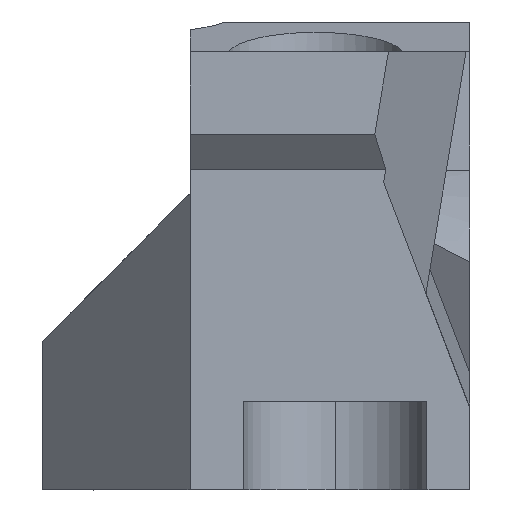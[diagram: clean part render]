
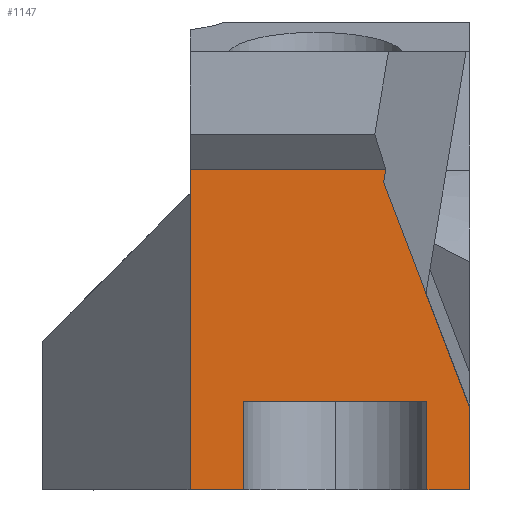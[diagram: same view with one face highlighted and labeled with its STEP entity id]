
A CAD part, front view. The second image highlights one B-rep face of the part: STEP entity #1147.
In plain terms, the highlighted planar face has unit normal (0, -1, 0).
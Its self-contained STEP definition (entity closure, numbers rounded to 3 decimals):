
#72=FACE_OUTER_BOUND('',#136,.T.);
#136=EDGE_LOOP('',(#781,#782,#783,#784,#785,#786,#787,#788,#789,#790));
#204=LINE('',#1622,#341);
#211=LINE('',#1635,#348);
#223=LINE('',#1659,#360);
#225=LINE('',#1664,#362);
#226=LINE('',#1666,#363);
#227=LINE('',#1668,#364);
#228=LINE('',#1670,#365);
#229=LINE('',#1672,#366);
#230=LINE('',#1674,#367);
#231=LINE('',#1675,#368);
#341=VECTOR('',#1313,10.);
#348=VECTOR('',#1322,10.);
#360=VECTOR('',#1336,10.);
#362=VECTOR('',#1342,10.);
#363=VECTOR('',#1343,10.);
#364=VECTOR('',#1344,10.);
#365=VECTOR('',#1345,10.);
#366=VECTOR('',#1346,10.);
#367=VECTOR('',#1347,10.);
#368=VECTOR('',#1348,10.);
#477=VERTEX_POINT('',#1618);
#479=VERTEX_POINT('',#1621);
#484=VERTEX_POINT('',#1633);
#495=VERTEX_POINT('',#1657);
#496=VERTEX_POINT('',#1663);
#497=VERTEX_POINT('',#1665);
#498=VERTEX_POINT('',#1667);
#499=VERTEX_POINT('',#1669);
#500=VERTEX_POINT('',#1671);
#501=VERTEX_POINT('',#1673);
#587=EDGE_CURVE('',#477,#479,#204,.T.);
#594=EDGE_CURVE('',#477,#484,#211,.T.);
#606=EDGE_CURVE('',#495,#484,#223,.T.);
#608=EDGE_CURVE('',#496,#495,#225,.T.);
#609=EDGE_CURVE('',#497,#496,#226,.T.);
#610=EDGE_CURVE('',#498,#497,#227,.T.);
#611=EDGE_CURVE('',#499,#498,#228,.T.);
#612=EDGE_CURVE('',#500,#499,#229,.T.);
#613=EDGE_CURVE('',#501,#500,#230,.T.);
#614=EDGE_CURVE('',#479,#501,#231,.T.);
#781=ORIENTED_EDGE('',*,*,#594,.T.);
#782=ORIENTED_EDGE('',*,*,#606,.F.);
#783=ORIENTED_EDGE('',*,*,#608,.F.);
#784=ORIENTED_EDGE('',*,*,#609,.F.);
#785=ORIENTED_EDGE('',*,*,#610,.F.);
#786=ORIENTED_EDGE('',*,*,#611,.F.);
#787=ORIENTED_EDGE('',*,*,#612,.F.);
#788=ORIENTED_EDGE('',*,*,#613,.F.);
#789=ORIENTED_EDGE('',*,*,#614,.F.);
#790=ORIENTED_EDGE('',*,*,#587,.F.);
#1094=PLANE('',#1226);
#1147=ADVANCED_FACE('',(#72),#1094,.F.);
#1226=AXIS2_PLACEMENT_3D('',#1662,#1340,#1341);
#1313=DIRECTION('',(-0.164,0.,-0.987));
#1322=DIRECTION('',(-1.,0.,0.));
#1336=DIRECTION('',(0.,0.,1.));
#1340=DIRECTION('center_axis',(0.,1.,0.));
#1341=DIRECTION('ref_axis',(0.,0.,1.));
#1342=DIRECTION('',(-1.,0.,0.));
#1343=DIRECTION('',(0.,0.,-1.));
#1344=DIRECTION('',(-1.,0.,0.));
#1345=DIRECTION('',(0.,0.,1.));
#1346=DIRECTION('',(-1.,0.,0.));
#1347=DIRECTION('',(0.,0.,-1.));
#1348=DIRECTION('',(0.358,0.,-0.934));
#1618=CARTESIAN_POINT('',(18.71,3.527,20.095));
#1621=CARTESIAN_POINT('',(18.636,3.527,19.652));
#1622=CARTESIAN_POINT('',(17.712,3.527,14.082));
#1633=CARTESIAN_POINT('',(12.1,3.527,20.095));
#1635=CARTESIAN_POINT('',(11.812,3.527,20.095));
#1657=CARTESIAN_POINT('',(12.1,3.527,9.287));
#1659=CARTESIAN_POINT('',(12.1,3.527,22.989));
#1662=CARTESIAN_POINT('Origin',(16.825,3.527,14.787));
#1663=CARTESIAN_POINT('',(13.9,3.527,9.287));
#1664=CARTESIAN_POINT('',(8.428,3.527,9.287));
#1665=CARTESIAN_POINT('',(13.9,3.527,12.287));
#1666=CARTESIAN_POINT('',(13.9,3.527,12.037));
#1667=CARTESIAN_POINT('',(20.1,3.527,12.287));
#1668=CARTESIAN_POINT('',(16.913,3.527,12.287));
#1669=CARTESIAN_POINT('',(20.1,3.527,9.287));
#1670=CARTESIAN_POINT('',(20.1,3.527,12.037));
#1671=CARTESIAN_POINT('',(21.551,3.527,9.287));
#1672=CARTESIAN_POINT('',(8.428,3.527,9.287));
#1673=CARTESIAN_POINT('',(21.551,3.527,12.054));
#1674=CARTESIAN_POINT('',(21.551,3.527,13.919));
#1675=CARTESIAN_POINT('',(21.809,3.527,11.38));
